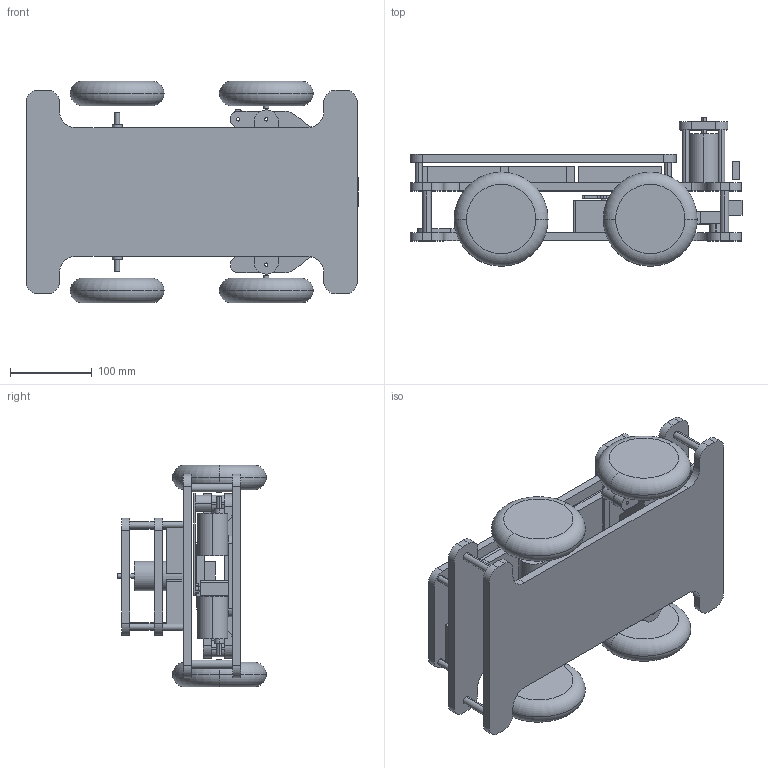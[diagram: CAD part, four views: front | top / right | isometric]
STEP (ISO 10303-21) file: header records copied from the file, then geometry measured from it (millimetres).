
FILE_DESCRIPTION (( 'STEP AP203' ), '1' );
FILE_NAME ('agv_main_body_2.STEP', '2024-07-27T11:54:56', ( 'Windows User' ), ( '' ), 'SwSTEP 2.0', 'SolidWorks 2022', '' );
FILE_SCHEMA (( 'CONFIG_CONTROL_DESIGN' ));
Length unit declared in the file: millimetre
Products named in the file (1): agv_main_body_2
Bounding box: 407 x 182.03 x 271.59 mm (x, y, z)
Volume: 4227307.3 mm3; surface area: 772385.3 mm2
Topology: 40 solids, 40 shells, 392 faces, 901 edges, 598 vertices
Faces by surface type: plane 205, cylinder 171, torus 16
Entity records: 11262 total; most frequent: DIRECTION 2069, CARTESIAN_POINT 1892, ORIENTED_EDGE 1802, EDGE_CURVE 901, AXIS2_PLACEMENT_3D 775, VERTEX_POINT 598, LINE 519, VECTOR 519
